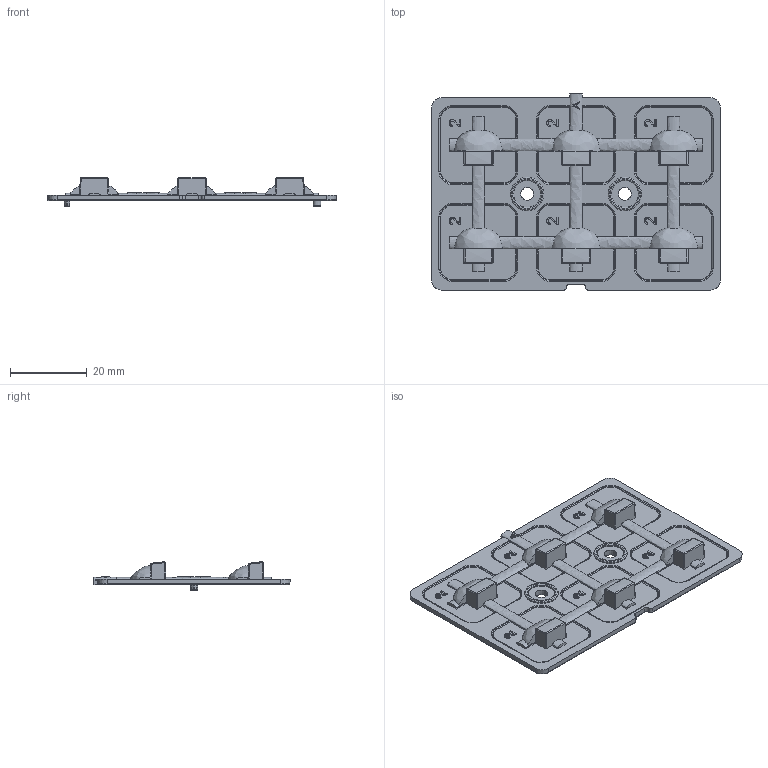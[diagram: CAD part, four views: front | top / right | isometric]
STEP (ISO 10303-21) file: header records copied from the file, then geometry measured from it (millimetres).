
FILE_DESCRIPTION (( 'STEP AP203' ), '1' );
FILE_NAME ('12770_70285_Rev-3_MH2x6_Customer.STEP', '2015-09-17T13:58:51', ( '' ), ( '' ), 'SwSTEP 2.0', 'SolidWorks 2014', '' );
FILE_SCHEMA (( 'CONFIG_CONTROL_DESIGN' ));
Length unit declared in the file: millimetre
Products named in the file (1): 12770_70285_Rev-3_MH2x6_Customer
Bounding box: 75.02 x 51.01 x 7.37 mm (x, y, z)
Volume: 5747.9 mm3; surface area: 9191.1 mm2
Topology: 1 solids, 1 shells, 1006 faces, 2568 edges, 1584 vertices
Faces by surface type: cylinder 343, plane 268, bspline 226, torus 114, sphere 41, cone 14
Entity records: 39610 total; most frequent: CARTESIAN_POINT 17183, ORIENTED_EDGE 5112, DIRECTION 4151, EDGE_CURVE 2556, VERTEX_POINT 1584, AXIS2_PLACEMENT_3D 1568, EDGE_LOOP 1042, LINE 1015
